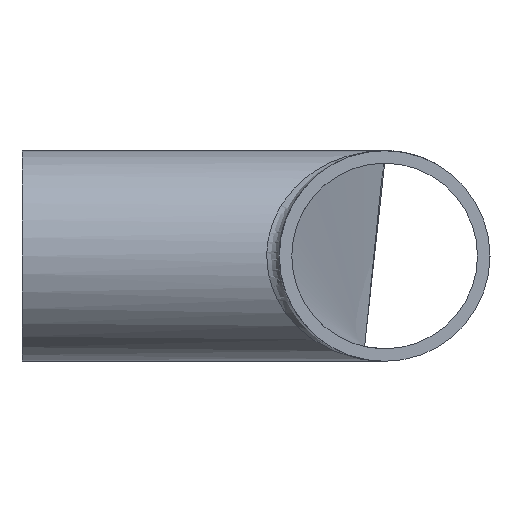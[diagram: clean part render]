
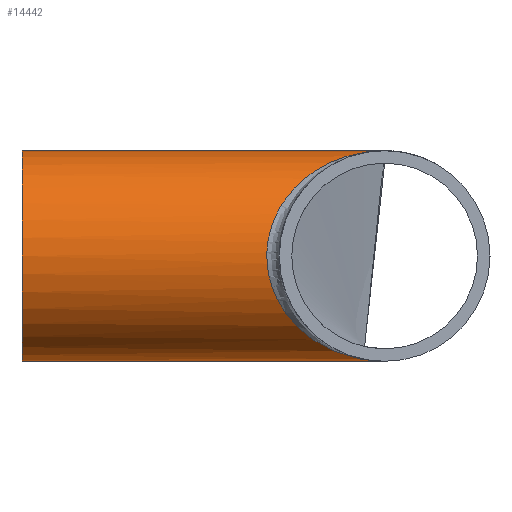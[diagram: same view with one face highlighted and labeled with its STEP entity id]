
A CAD part, left-side view. The second image highlights one B-rep face of the part: STEP entity #14442.
In plain terms, the highlighted cylindrical face has radius 16.85 mm (diameter 33.7 mm), a full revolution.
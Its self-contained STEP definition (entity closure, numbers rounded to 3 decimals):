
#224 = EDGE_CURVE ( 'NONE', #6421, #6421, #8390, .T. ) ;
#932 = CARTESIAN_POINT ( 'NONE',  ( 0., 0., 16.85 ) ) ;
#1027 = CARTESIAN_POINT ( 'NONE',  ( 33.7, 37.7, -16.85 ) ) ;
#1795 = CARTESIAN_POINT ( 'NONE',  ( 0., 58., 16.85 ) ) ;
#3248 = CARTESIAN_POINT ( 'NONE',  ( 0., 0., 16.85 ) ) ;
#3506 = CARTESIAN_POINT ( 'NONE',  ( 0., 58., 0. ) ) ;
#3646 = CARTESIAN_POINT ( 'NONE',  ( 0., 58., 0. ) ) ;
#4688 = CARTESIAN_POINT ( 'NONE',  ( -33.7, 37.7, 16.85 ) ) ;
#5486 = ORIENTED_EDGE ( 'NONE', *, *, #6129, .T. ) ;
#6129 = EDGE_CURVE ( 'NONE', #12661, #11782, #11766, .T. ) ;
#6381 = CARTESIAN_POINT ( 'NONE',  ( 33.7, 37.7, 16.85 ) ) ;
#6421 = VERTEX_POINT ( 'NONE', #1795 ) ;
#6958 = AXIS2_PLACEMENT_3D ( 'NONE', #3646, #11608, #14557 ) ;
#7812 = FACE_OUTER_BOUND ( 'NONE', #13386, .T. ) ;
#8390 = CIRCLE ( 'NONE', #6958, 16.85 ) ;
#9073 = DIRECTION ( 'NONE',  ( 0., 0., -1. ) ) ;
#10241 = CARTESIAN_POINT ( 'NONE',  ( -33.7, 37.7, -16.85 ) ) ;
#10336 = CARTESIAN_POINT ( 'NONE',  ( 0., 0., -16.85 ) ) ;
#11222 = AXIS2_PLACEMENT_3D ( 'NONE', #3506, #15885, #9073 ) ;
#11550 = EDGE_CURVE ( 'NONE', #11782, #12661, #11658, .T. ) ;
#11556 = ORIENTED_EDGE ( 'NONE', *, *, #11550, .T. ) ;
#11608 = DIRECTION ( 'NONE',  ( 0., 1., 0. ) ) ;
#11658 =( BOUNDED_CURVE ( )  B_SPLINE_CURVE ( 3, ( #10336, #10241, #4688, #15717 ),
 .UNSPECIFIED., .F., .T. ) 
 B_SPLINE_CURVE_WITH_KNOTS ( ( 4, 4 ),
 ( 4.712, 7.854 ),
 .UNSPECIFIED. ) 
 CURVE ( )  GEOMETRIC_REPRESENTATION_ITEM ( )  RATIONAL_B_SPLINE_CURVE ( ( 1., 0.333, 0.333, 1. ) ) 
 REPRESENTATION_ITEM ( '' )  );
#11766 =( BOUNDED_CURVE ( )  B_SPLINE_CURVE ( 3, ( #932, #6381, #1027, #17157 ),
 .UNSPECIFIED., .F., .T. ) 
 B_SPLINE_CURVE_WITH_KNOTS ( ( 4, 4 ),
 ( 1.571, 4.712 ),
 .UNSPECIFIED. ) 
 CURVE ( )  GEOMETRIC_REPRESENTATION_ITEM ( )  RATIONAL_B_SPLINE_CURVE ( ( 1., 0.333, 0.333, 1. ) ) 
 REPRESENTATION_ITEM ( '' )  );
#11782 = VERTEX_POINT ( 'NONE', #17391 ) ;
#12192 = ORIENTED_EDGE ( 'NONE', *, *, #224, .F. ) ;
#12661 = VERTEX_POINT ( 'NONE', #3248 ) ;
#13010 = CYLINDRICAL_SURFACE ( 'NONE', #11222, 16.85 ) ;
#13386 = EDGE_LOOP ( 'NONE', ( #12192 ) ) ;
#14442 = ADVANCED_FACE ( 'NONE', ( #17422, #7812 ), #13010, .T. ) ;
#14557 = DIRECTION ( 'NONE',  ( 0., 0., 1. ) ) ;
#15717 = CARTESIAN_POINT ( 'NONE',  ( 0., 0., 16.85 ) ) ;
#15885 = DIRECTION ( 'NONE',  ( 0., -1., 0. ) ) ;
#17157 = CARTESIAN_POINT ( 'NONE',  ( 0., 0., -16.85 ) ) ;
#17308 = EDGE_LOOP ( 'NONE', ( #11556, #5486 ) ) ;
#17391 = CARTESIAN_POINT ( 'NONE',  ( 0., 0., -16.85 ) ) ;
#17422 = FACE_OUTER_BOUND ( 'NONE', #17308, .T. ) ;
